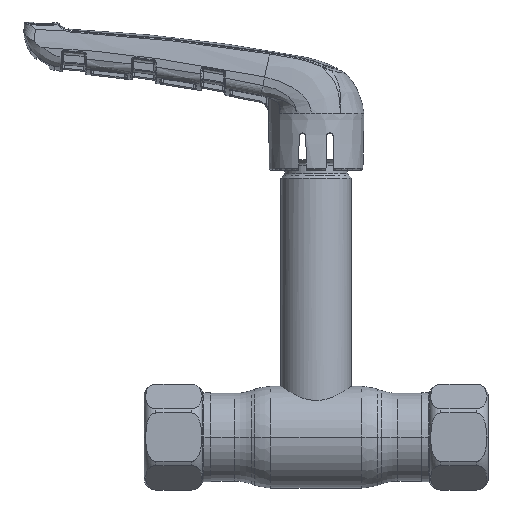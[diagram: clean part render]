
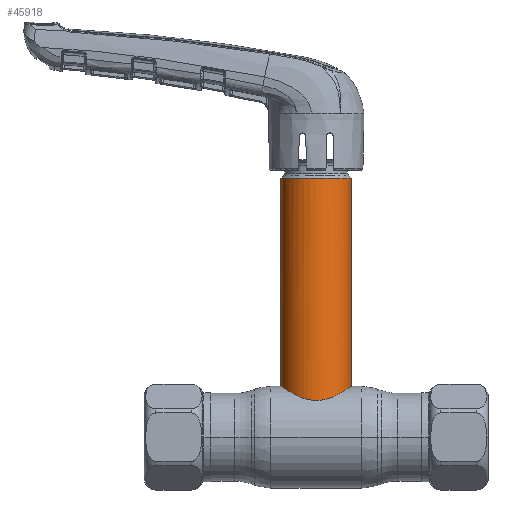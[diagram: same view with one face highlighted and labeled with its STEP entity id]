
A CAD part, top view. The second image highlights one B-rep face of the part: STEP entity #45918.
In plain terms, the highlighted cylindrical face has radius 9 mm (diameter 18 mm), a partial arc.
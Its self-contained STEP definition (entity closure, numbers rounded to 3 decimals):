
#813 = VECTOR ( 'NONE', #49914, 1000. ) ;
#977 = CARTESIAN_POINT ( 'NONE',  ( 6.747, 11.55, 5.984 ) ) ;
#3069 = CARTESIAN_POINT ( 'NONE',  ( -0.308, 9.381, 9. ) ) ;
#4371 = CARTESIAN_POINT ( 'NONE',  ( -8.937, 12.956, 1.223 ) ) ;
#5204 = CARTESIAN_POINT ( 'NONE',  ( 0., 0., 0. ) ) ;
#5966 = CARTESIAN_POINT ( 'NONE',  ( 8.029, 12.347, 4.077 ) ) ;
#6296 = CARTESIAN_POINT ( 'NONE',  ( 0.609, 9.381, 9. ) ) ;
#7161 = CARTESIAN_POINT ( 'NONE',  ( -2.403, 9.68, 8.678 ) ) ;
#10140 = DIRECTION ( 'NONE',  ( 0., -1., 0. ) ) ;
#11908 = CARTESIAN_POINT ( 'NONE',  ( 9., 13., 0. ) ) ;
#13741 = EDGE_CURVE ( 'NONE', #48726, #24409, #25759, .T. ) ;
#14236 = CARTESIAN_POINT ( 'NONE',  ( -2.971, 9.836, 8.501 ) ) ;
#14867 = CARTESIAN_POINT ( 'NONE',  ( -6.744, 11.549, 5.986 ) ) ;
#15086 = CARTESIAN_POINT ( 'NONE',  ( -9., 13., 0.618 ) ) ;
#15320 = CARTESIAN_POINT ( 'NONE',  ( -8.046, 12.358, 4.075 ) ) ;
#15472 = VERTEX_POINT ( 'NONE', #63548 ) ;
#16420 = CARTESIAN_POINT ( 'NONE',  ( 5.496, 10.864, 7.15 ) ) ;
#17074 = AXIS2_PLACEMENT_3D ( 'NONE', #5204, #32755, #33694 ) ;
#20720 = CARTESIAN_POINT ( 'NONE',  ( 2.969, 9.827, 8.516 ) ) ;
#20910 = EDGE_CURVE ( 'NONE', #32914, #48726, #40759, .T. ) ;
#22094 = ORIENTED_EDGE ( 'NONE', *, *, #13741, .T. ) ;
#22357 = CARTESIAN_POINT ( 'NONE',  ( 7.597, 12.07, 4.835 ) ) ;
#22826 = CARTESIAN_POINT ( 'NONE',  ( 8.922, 12.946, 1.22 ) ) ;
#24352 = CARTESIAN_POINT ( 'NONE',  ( 2.405, 9.667, 8.694 ) ) ;
#24409 = VERTEX_POINT ( 'NONE', #63379 ) ;
#25211 = CARTESIAN_POINT ( 'NONE',  ( -1.526, 9.5, 8.875 ) ) ;
#25576 = ORIENTED_EDGE ( 'NONE', *, *, #20910, .T. ) ;
#25759 = B_SPLINE_CURVE_WITH_KNOTS ( 'NONE', 3,
 ( #47600, #15086, #4371, #63939, #63712, #15320, #47116, #69390, #14867, #37100, #26465, #52831, #31225, #68849, #14236, #7161, #52271, #25211, #33232, #45345, #3069, #6296, #50475, #24352, #20720, #58897, #59602, #48245, #43717, #16420, #54889, #977, #55362, #22357, #27604, #5966, #59851, #38441, #44198, #33274, #22826, #28067, #43965, #11908 ),
 .UNSPECIFIED., .F., .F.,
 ( 4, 2, 2, 2, 2, 2, 2, 2, 2, 2, 2, 2, 2, 2, 2, 2, 2, 2, 2, 2, 2, 4 ),
 ( 0., 0.002, 0.004, 0.005, 0.007, 0.009, 0.011, 0.012, 0.013, 0.014, 0.015, 0.016, 0.018, 0.019, 0.02, 0.022, 0.024, 0.025, 0.026, 0.027, 0.028, 0.029 ),
 .UNSPECIFIED. ) ;
#26465 = CARTESIAN_POINT ( 'NONE',  ( -5.494, 10.863, 7.151 ) ) ;
#27604 = CARTESIAN_POINT ( 'NONE',  ( 7.748, 12.166, 4.589 ) ) ;
#28067 = CARTESIAN_POINT ( 'NONE',  ( 8.985, 12.989, 0.61 ) ) ;
#28137 = FACE_OUTER_BOUND ( 'NONE', #57514, .T. ) ;
#31225 = CARTESIAN_POINT ( 'NONE',  ( -4.052, 10.206, 8.057 ) ) ;
#32636 = CARTESIAN_POINT ( 'NONE',  ( -9., 13., 0. ) ) ;
#32755 = DIRECTION ( 'NONE',  ( 0., -1., 0. ) ) ;
#32914 = VERTEX_POINT ( 'NONE', #64791 ) ;
#33232 = CARTESIAN_POINT ( 'NONE',  ( -1.227, 9.456, 8.921 ) ) ;
#33274 = CARTESIAN_POINT ( 'NONE',  ( 8.875, 12.914, 1.525 ) ) ;
#33299 = CARTESIAN_POINT ( 'NONE',  ( -9., 0., 0. ) ) ;
#33694 = DIRECTION ( 'NONE',  ( -1., 0., 0. ) ) ;
#33736 = VECTOR ( 'NONE', #36953, 1000. ) ;
#36953 = DIRECTION ( 'NONE',  ( 0., -1., 0. ) ) ;
#37100 = CARTESIAN_POINT ( 'NONE',  ( -5.938, 11.097, 6.787 ) ) ;
#38441 = CARTESIAN_POINT ( 'NONE',  ( 8.511, 12.665, 2.987 ) ) ;
#40759 = LINE ( 'NONE', #33299, #813 ) ;
#43717 = CARTESIAN_POINT ( 'NONE',  ( 4.79, 10.531, 7.625 ) ) ;
#43965 = CARTESIAN_POINT ( 'NONE',  ( 9., 13., 0.305 ) ) ;
#44198 = CARTESIAN_POINT ( 'NONE',  ( 8.691, 12.787, 2.417 ) ) ;
#45345 = CARTESIAN_POINT ( 'NONE',  ( -0.618, 9.396, 8.984 ) ) ;
#45918 = ADVANCED_FACE ( 'NONE', ( #28137 ), #68839, .T. ) ;
#46984 = CARTESIAN_POINT ( 'NONE',  ( 9., 0., 0. ) ) ;
#47116 = CARTESIAN_POINT ( 'NONE',  ( -7.764, 12.174, 4.589 ) ) ;
#47600 = CARTESIAN_POINT ( 'NONE',  ( -9., 13., 0. ) ) ;
#48201 = LINE ( 'NONE', #46984, #33736 ) ;
#48245 = CARTESIAN_POINT ( 'NONE',  ( 4.547, 10.422, 7.772 ) ) ;
#48354 = DIRECTION ( 'NONE',  ( -1., 0., 0. ) ) ;
#48560 = ORIENTED_EDGE ( 'NONE', *, *, #59153, .F. ) ;
#48726 = VERTEX_POINT ( 'NONE', #32636 ) ;
#49914 = DIRECTION ( 'NONE',  ( 0., -1., 0. ) ) ;
#50475 = CARTESIAN_POINT ( 'NONE',  ( 1.215, 9.441, 8.938 ) ) ;
#52271 = CARTESIAN_POINT ( 'NONE',  ( -2.114, 9.612, 8.753 ) ) ;
#52831 = CARTESIAN_POINT ( 'NONE',  ( -4.552, 10.419, 7.785 ) ) ;
#53779 = CIRCLE ( 'NONE', #66957, 9. ) ;
#54889 = CARTESIAN_POINT ( 'NONE',  ( 5.933, 11.095, 6.791 ) ) ;
#55362 = CARTESIAN_POINT ( 'NONE',  ( 7.112, 11.769, 5.546 ) ) ;
#57514 = EDGE_LOOP ( 'NONE', ( #48560, #66791, #25576, #22094 ) ) ;
#58897 = CARTESIAN_POINT ( 'NONE',  ( 3.778, 10.11, 8.174 ) ) ;
#59153 = EDGE_CURVE ( 'NONE', #15472, #24409, #48201, .T. ) ;
#59483 = CARTESIAN_POINT ( 'NONE',  ( 0., 66.219, 0. ) ) ;
#59602 = CARTESIAN_POINT ( 'NONE',  ( 4.041, 10.212, 8.047 ) ) ;
#59851 = CARTESIAN_POINT ( 'NONE',  ( 8.159, 12.433, 3.81 ) ) ;
#63379 = CARTESIAN_POINT ( 'NONE',  ( 9., 13., 0. ) ) ;
#63548 = CARTESIAN_POINT ( 'NONE',  ( 9., 66.219, 0. ) ) ;
#63712 = CARTESIAN_POINT ( 'NONE',  ( -8.51, 12.665, 2.988 ) ) ;
#63939 = CARTESIAN_POINT ( 'NONE',  ( -8.694, 12.789, 2.406 ) ) ;
#64791 = CARTESIAN_POINT ( 'NONE',  ( -9., 66.219, 0. ) ) ;
#66791 = ORIENTED_EDGE ( 'NONE', *, *, #68406, .T. ) ;
#66957 = AXIS2_PLACEMENT_3D ( 'NONE', #59483, #10140, #48354 ) ;
#68406 = EDGE_CURVE ( 'NONE', #15472, #32914, #53779, .T. ) ;
#68839 = CYLINDRICAL_SURFACE ( 'NONE', #17074, 9. ) ;
#68849 = CARTESIAN_POINT ( 'NONE',  ( -3.249, 9.924, 8.398 ) ) ;
#69390 = CARTESIAN_POINT ( 'NONE',  ( -7.11, 11.768, 5.549 ) ) ;
